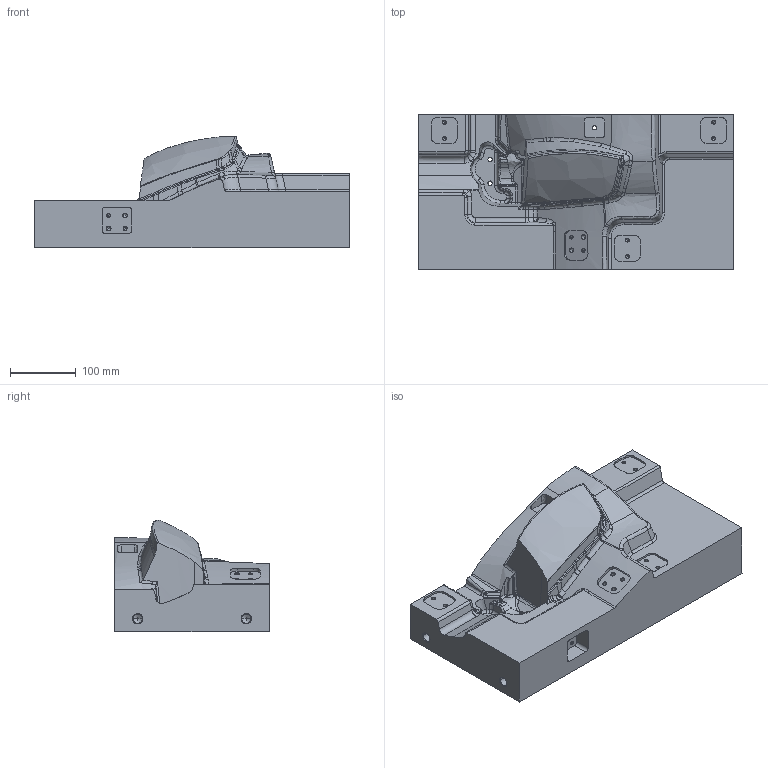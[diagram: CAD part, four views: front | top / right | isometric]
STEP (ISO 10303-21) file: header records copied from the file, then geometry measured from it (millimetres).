
FILE_DESCRIPTION(('HOOPS Exchange Step'),'2;1');
FILE_NAME('6_benchmark_reflektor_v41r5sp3.stp','2023-05-12T14:57:32+02:00',('Tebis'),('Tebis'),'HOOPS Exchange 2022.2','Tebis','Unknown authorisation');
FILE_SCHEMA( ('AUTOMOTIVE_DESIGN { 1 0 10303 214 1 1 1 1 }') );
Length unit declared in the file: millimetre
Products named in the file (1): Part
Bounding box: 478 x 235 x 169.77 mm (x, y, z)
Volume: 9754279.4 mm3; surface area: 421963.7 mm2
Topology: 1 solids, 1 shells, 583 faces, 1942 edges, 1382 vertices
Faces by surface type: bspline 583
Entity records: 74790 total; most frequent: CARTESIAN_POINT 49223, B_SPLINE_CURVE_WITH_KNOTS 5820, DEFINITIONAL_REPRESENTATION 3880, PCURVE 3880, ORIENTED_EDGE 3880, INTERSECTION_CURVE 1940, EDGE_CURVE 1940, VERTEX_POINT 1382
